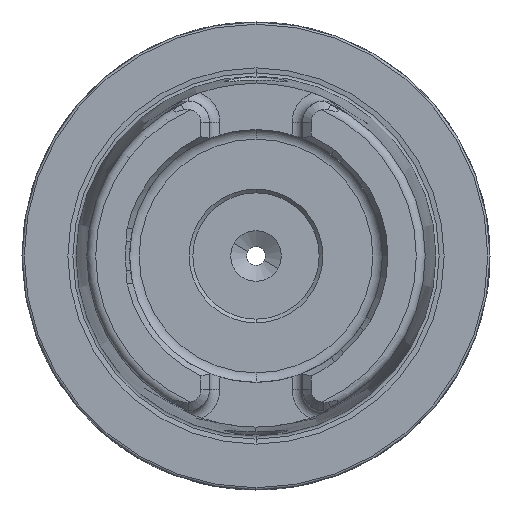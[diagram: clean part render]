
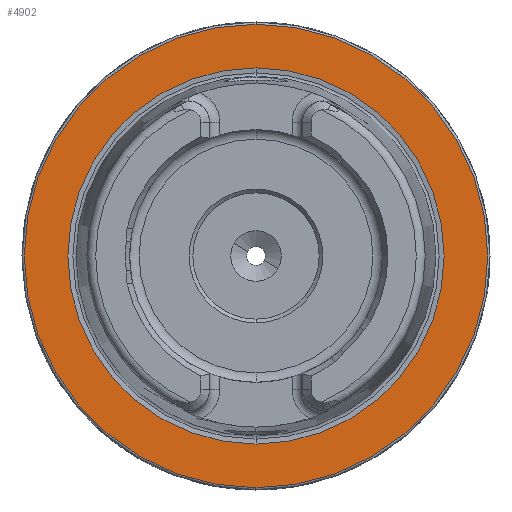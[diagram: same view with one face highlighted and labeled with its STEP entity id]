
A CAD part, left-side view. The second image highlights one B-rep face of the part: STEP entity #4902.
In plain terms, the highlighted planar face has unit normal (-1, 0, 0).
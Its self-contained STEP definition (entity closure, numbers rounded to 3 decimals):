
#705 = VERTEX_POINT ( 'NONE', #13662 ) ;
#710 = VERTEX_POINT ( 'NONE', #13667 ) ;
#712 = VERTEX_POINT ( 'NONE', #13669 ) ;
#713 = VERTEX_POINT ( 'NONE', #13670 ) ;
#4902 = ADVANCED_FACE ( 'NONE', ( #10608, #10615 ), #10616, .F. ) ;
#5179 = EDGE_CURVE ( 'NONE', #712, #713, #18124, .T. ) ;
#5185 = EDGE_CURVE ( 'NONE', #705, #710, #18133, .T. ) ;
#5491 = EDGE_CURVE ( 'NONE', #710, #705, #9549, .T. ) ;
#5492 = EDGE_CURVE ( 'NONE', #713, #712, #9552, .T. ) ;
#9549 = CIRCLE ( 'NONE', #9554, 25.324 ) ;
#9552 = CIRCLE ( 'NONE', #9559, 31.2 ) ;
#9554 = AXIS2_PLACEMENT_3D ( 'NONE', #17515, #17516, #17517 ) ;
#9559 = AXIS2_PLACEMENT_3D ( 'NONE', #17518, #17519, #17520 ) ;
#10608 = FACE_BOUND ( 'NONE', #15277, .T. ) ;
#10611 = DIRECTION ( 'NONE',  ( 1., 0., 0. ) ) ;
#10613 = CARTESIAN_POINT ( 'NONE',  ( 0., 31.2, 0. ) ) ;
#10615 = FACE_OUTER_BOUND ( 'NONE', #15275, .T. ) ;
#10616 = PLANE ( 'NONE',  #19512 ) ;
#10618 = DIRECTION ( 'NONE',  ( 0., 0., -1. ) ) ;
#13662 = CARTESIAN_POINT ( 'NONE',  ( 0., 0., -25.324 ) ) ;
#13667 = CARTESIAN_POINT ( 'NONE',  ( 0., 0., 25.324 ) ) ;
#13669 = CARTESIAN_POINT ( 'NONE',  ( 0., 0., 31.2 ) ) ;
#13670 = CARTESIAN_POINT ( 'NONE',  ( 0., 0., -31.2 ) ) ;
#14336 = CARTESIAN_POINT ( 'NONE',  ( 0., 0., 0. ) ) ;
#14337 = DIRECTION ( 'NONE',  ( -1., 0., 0. ) ) ;
#14338 = DIRECTION ( 'NONE',  ( 0., 0., 1. ) ) ;
#14354 = CARTESIAN_POINT ( 'NONE',  ( 0., 0., 0. ) ) ;
#14355 = DIRECTION ( 'NONE',  ( -1., 0., 0. ) ) ;
#14356 = DIRECTION ( 'NONE',  ( 0., 0., 1. ) ) ;
#15275 = EDGE_LOOP ( 'NONE', ( #18156, #18157 ) ) ;
#15277 = EDGE_LOOP ( 'NONE', ( #18154, #18155 ) ) ;
#17515 = CARTESIAN_POINT ( 'NONE',  ( 0., 0., 0. ) ) ;
#17516 = DIRECTION ( 'NONE',  ( -1., 0., 0. ) ) ;
#17517 = DIRECTION ( 'NONE',  ( 0., 0., 1. ) ) ;
#17518 = CARTESIAN_POINT ( 'NONE',  ( 0., 0., 0. ) ) ;
#17519 = DIRECTION ( 'NONE',  ( -1., 0., 0. ) ) ;
#17520 = DIRECTION ( 'NONE',  ( 0., 0., 1. ) ) ;
#18124 = CIRCLE ( 'NONE', #18128, 31.2 ) ;
#18128 = AXIS2_PLACEMENT_3D ( 'NONE', #14336, #14337, #14338 ) ;
#18133 = CIRCLE ( 'NONE', #19741, 25.324 ) ;
#18154 = ORIENTED_EDGE ( 'NONE', *, *, #5491, .F. ) ;
#18155 = ORIENTED_EDGE ( 'NONE', *, *, #5185, .F. ) ;
#18156 = ORIENTED_EDGE ( 'NONE', *, *, #5179, .T. ) ;
#18157 = ORIENTED_EDGE ( 'NONE', *, *, #5492, .T. ) ;
#19512 = AXIS2_PLACEMENT_3D ( 'NONE', #10613, #10611, #10618 ) ;
#19741 = AXIS2_PLACEMENT_3D ( 'NONE', #14354, #14355, #14356 ) ;
